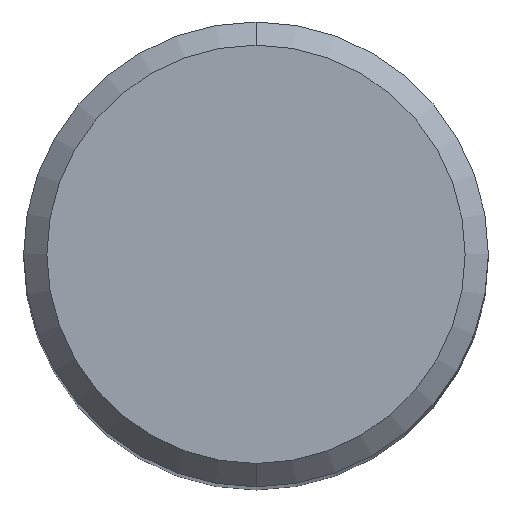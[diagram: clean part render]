
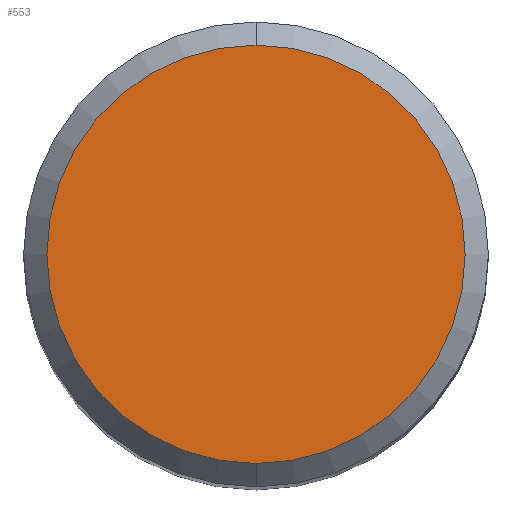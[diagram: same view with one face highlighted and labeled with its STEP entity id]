
A CAD part, top view. The second image highlights one B-rep face of the part: STEP entity #553.
In plain terms, the highlighted planar face has unit normal (0, 0, 1).
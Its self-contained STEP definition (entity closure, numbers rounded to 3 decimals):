
#505=EDGE_CURVE('',#771,#913,#1136,.T.);
#553=ADVANCED_FACE('',(#1188),#1189,.T.);
#697=EDGE_CURVE('',#913,#771,#1344,.T.);
#771=VERTEX_POINT('',#1425);
#913=VERTEX_POINT('',#1579);
#1136=CIRCLE('',#3091,4.5);
#1188=FACE_OUTER_BOUND('',#4157,.T.);
#1189=PLANE('',#4158);
#1344=CIRCLE('',#4879,4.5);
#1425=CARTESIAN_POINT('',(0.,-4.5,0.0));
#1579=CARTESIAN_POINT('',(0.0,4.5,0.0));
#3091=AXIS2_PLACEMENT_3D('',#7838,#7839,#7840);
#4157=EDGE_LOOP('',(#7908,#7909));
#4158=AXIS2_PLACEMENT_3D('',#7910,#7911,#7912);
#4879=AXIS2_PLACEMENT_3D('',#8062,#8063,#8064);
#7838=CARTESIAN_POINT('',(0.0,0.0,0.0));
#7839=DIRECTION('',(0.0,0.0,-1.0));
#7840=DIRECTION('',(0.0,1.0,0.0));
#7908=ORIENTED_EDGE('',*,*,#697,.F.);
#7909=ORIENTED_EDGE('',*,*,#505,.F.);
#7910=CARTESIAN_POINT('',(0.0,2.25,0.0));
#7911=DIRECTION('',(-0.0,0.0,1.0));
#7912=DIRECTION('',(0.0,-1.0,0.0));
#8062=CARTESIAN_POINT('',(0.0,0.0,0.0));
#8063=DIRECTION('',(0.0,0.0,-1.0));
#8064=DIRECTION('',(0.0,1.0,0.0));
